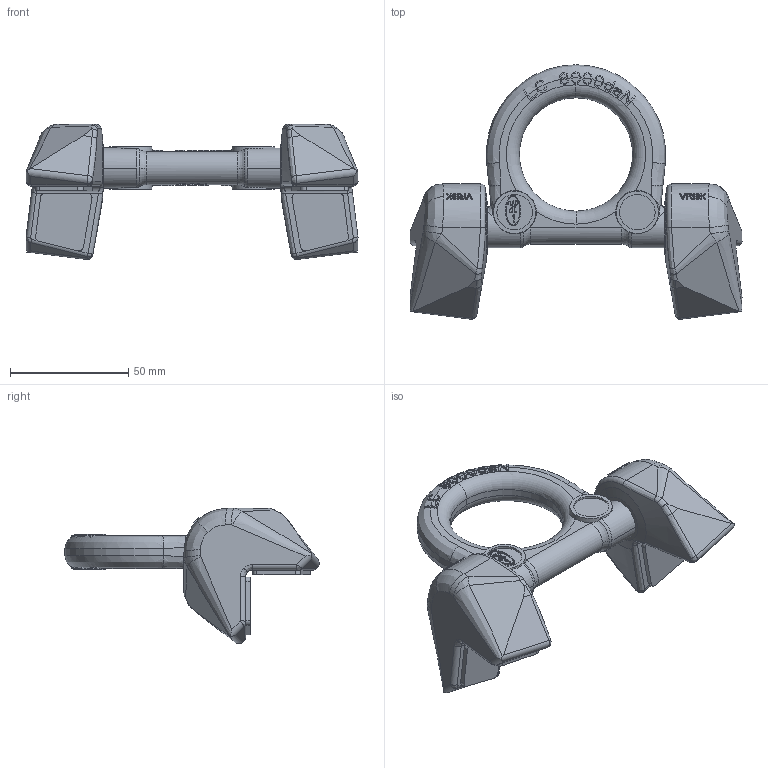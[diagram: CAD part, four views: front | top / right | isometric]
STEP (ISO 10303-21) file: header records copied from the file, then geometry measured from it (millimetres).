
FILE_DESCRIPTION((''),'2;1');
FILE_NAME('001-M34529-P-1_ASM','2013-11-08T',('Andreas.Wendler'),(''),'PRO/ENGINEER BY PARAMETRIC TECHNOLOGY CORPORATION, 2010140','PRO/ENGINEER BY PARAMETRIC TECHNOLOGY CORPORATION, 2010140','');
FILE_SCHEMA(('CONFIG_CONTROL_DESIGN'));
Products named in the file (3): 001-M34529-P-4; 001-M34048-P3; 001-M34529-P-1_ASM
Assembly tree (3 placements, depth 2):
  001-M34529-P-1_ASM
    001-M34529-P-4  x2
    001-M34048-P3
Bounding box: 140.61 x 107.78 x 57.28 mm (x, y, z)
Volume: 139016.9 mm3; surface area: 31417.4 mm2
Topology: 3 solids, 3 shells, 1311 faces, 3731 edges, 2454 vertices
Faces by surface type: plane 1027, bspline 98, cylinder 84, extrusion 52, torus 28, cone 18, sphere 4
Entity records: 48328 total; most frequent: CARTESIAN_POINT 20792, ORIENTED_EDGE 6544, DIRECTION 4445, EDGE_CURVE 3272, VERTEX_POINT 2161, VECTOR 1935, LINE 1883, AXIS2_PLACEMENT_3D 1255
